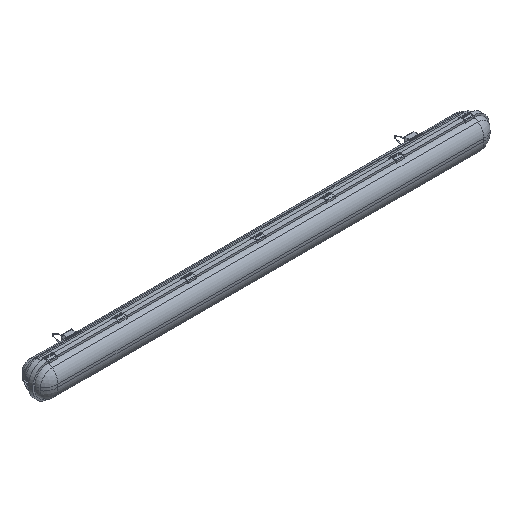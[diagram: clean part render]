
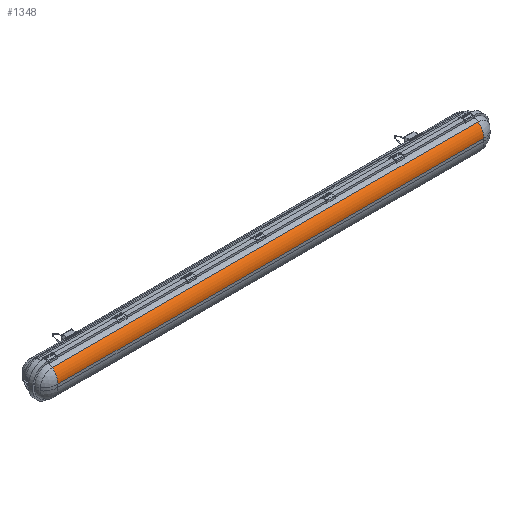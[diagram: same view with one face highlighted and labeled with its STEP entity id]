
A CAD part, isometric view. The second image highlights one B-rep face of the part: STEP entity #1348.
In plain terms, the highlighted cylindrical face has radius 40 mm (diameter 80 mm), a partial arc.
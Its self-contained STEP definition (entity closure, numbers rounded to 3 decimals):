
#574 = CARTESIAN_POINT ( 'NONE',  ( -560., -38.5, 3.5 ) ) ;
#1115 = CARTESIAN_POINT ( 'NONE',  ( -560., -23.839, 34.45 ) ) ;
#1348 = ADVANCED_FACE ( 'NONE', ( #13985 ), #12333, .T. ) ;
#1646 = DIRECTION ( 'NONE',  ( 1., 0., 0. ) ) ;
#3010 = LINE ( 'NONE', #9362, #7028 ) ;
#4095 = DIRECTION ( 'NONE',  ( -1., 0., 0. ) ) ;
#4359 = VERTEX_POINT ( 'NONE', #4915 ) ;
#4850 = VECTOR ( 'NONE', #5203, 1000. ) ;
#4915 = CARTESIAN_POINT ( 'NONE',  ( 560., -38.5, 3.5 ) ) ;
#5203 = DIRECTION ( 'NONE',  ( 1., 0., 0. ) ) ;
#5249 = ORIENTED_EDGE ( 'NONE', *, *, #18643, .F. ) ;
#6567 = CARTESIAN_POINT ( 'NONE',  ( 560., 1.5, 3.5 ) ) ;
#6845 = CARTESIAN_POINT ( 'NONE',  ( -560., -38.5, 3.5 ) ) ;
#6948 = AXIS2_PLACEMENT_3D ( 'NONE', #11435, #12882, #12960 ) ;
#7028 = VECTOR ( 'NONE', #1646, 1000. ) ;
#7940 = VERTEX_POINT ( 'NONE', #1115 ) ;
#8076 = DIRECTION ( 'NONE',  ( 0., 0., 1. ) ) ;
#8760 = AXIS2_PLACEMENT_3D ( 'NONE', #16004, #4095, #14693 ) ;
#9056 = EDGE_CURVE ( 'NONE', #9352, #7940, #9359, .T. ) ;
#9312 = EDGE_CURVE ( 'NONE', #9352, #4359, #17385, .T. ) ;
#9352 = VERTEX_POINT ( 'NONE', #574 ) ;
#9359 = CIRCLE ( 'NONE', #8760, 40. ) ;
#9362 = CARTESIAN_POINT ( 'NONE',  ( -560., -23.839, 34.45 ) ) ;
#9666 = DIRECTION ( 'NONE',  ( -1., 0., 0. ) ) ;
#9870 = ORIENTED_EDGE ( 'NONE', *, *, #9056, .F. ) ;
#10769 = EDGE_LOOP ( 'NONE', ( #5249, #9870, #16583, #19196 ) ) ;
#11435 = CARTESIAN_POINT ( 'NONE',  ( -560., 1.5, 3.5 ) ) ;
#12333 = CYLINDRICAL_SURFACE ( 'NONE', #6948, 40. ) ;
#12545 = CIRCLE ( 'NONE', #16173, 40. ) ;
#12882 = DIRECTION ( 'NONE',  ( 1., 0., 0. ) ) ;
#12960 = DIRECTION ( 'NONE',  ( 0., 0., -1. ) ) ;
#13985 = FACE_OUTER_BOUND ( 'NONE', #10769, .T. ) ;
#14693 = DIRECTION ( 'NONE',  ( 0., 0., 1. ) ) ;
#16004 = CARTESIAN_POINT ( 'NONE',  ( -560., 1.5, 3.5 ) ) ;
#16173 = AXIS2_PLACEMENT_3D ( 'NONE', #6567, #9666, #8076 ) ;
#16527 = EDGE_CURVE ( 'NONE', #4359, #17523, #12545, .T. ) ;
#16583 = ORIENTED_EDGE ( 'NONE', *, *, #9312, .T. ) ;
#16948 = CARTESIAN_POINT ( 'NONE',  ( 560., -23.839, 34.45 ) ) ;
#17385 = LINE ( 'NONE', #6845, #4850 ) ;
#17523 = VERTEX_POINT ( 'NONE', #16948 ) ;
#18643 = EDGE_CURVE ( 'NONE', #7940, #17523, #3010, .T. ) ;
#19196 = ORIENTED_EDGE ( 'NONE', *, *, #16527, .T. ) ;
